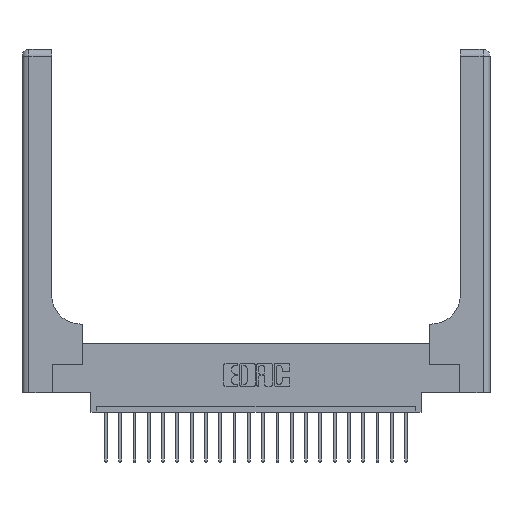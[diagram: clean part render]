
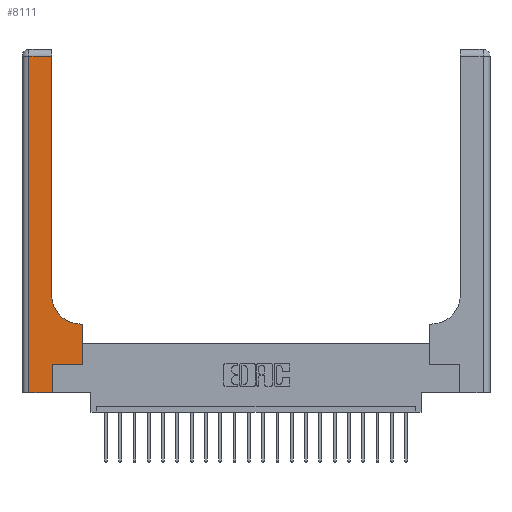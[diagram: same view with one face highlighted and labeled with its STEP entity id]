
A CAD part, top view. The second image highlights one B-rep face of the part: STEP entity #8111.
In plain terms, the highlighted planar face has unit normal (0, 0, 1).
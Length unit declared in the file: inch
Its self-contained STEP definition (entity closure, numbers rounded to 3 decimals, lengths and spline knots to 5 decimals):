
#40 = PLANE ( 'NONE',  #2272 ) ;
#64 = ORIENTED_EDGE ( 'NONE', *, *, #9189, .T. ) ;
#186 = VECTOR ( 'NONE', #21478, 39.37008 ) ;
#238 = EDGE_CURVE ( 'NONE', #3153, #20296, #4504, .T. ) ;
#282 = LINE ( 'NONE', #13911, #16666 ) ;
#288 = ORIENTED_EDGE ( 'NONE', *, *, #20071, .T. ) ;
#302 = LINE ( 'NONE', #9016, #19827 ) ;
#752 = DIRECTION ( 'NONE',  ( 1., 0., 0. ) ) ;
#929 = DIRECTION ( 'NONE',  ( 0., 0., -1. ) ) ;
#1403 = CARTESIAN_POINT ( 'NONE',  ( 0., 3., 0.37 ) ) ;
#2091 = ORIENTED_EDGE ( 'NONE', *, *, #16917, .T. ) ;
#2272 = AXIS2_PLACEMENT_3D ( 'NONE', #1403, #16916, #21868 ) ;
#2693 = LINE ( 'NONE', #14536, #186 ) ;
#2847 = VERTEX_POINT ( 'NONE', #12818 ) ;
#3153 = VERTEX_POINT ( 'NONE', #8664 ) ;
#3407 = FACE_OUTER_BOUND ( 'NONE', #19667, .T. ) ;
#3908 = CARTESIAN_POINT ( 'NONE',  ( 0.265, 0.25, 0.37 ) ) ;
#4504 = CIRCLE ( 'NONE', #16254, 0.25 ) ;
#5418 = DIRECTION ( 'NONE',  ( -1., 0., 0. ) ) ;
#5711 = DIRECTION ( 'NONE',  ( -1., 0., 0. ) ) ;
#5784 = VECTOR ( 'NONE', #752, 39.37008 ) ;
#5976 = CARTESIAN_POINT ( 'NONE',  ( 0., 0., 0.37 ) ) ;
#5989 = VERTEX_POINT ( 'NONE', #20924 ) ;
#6555 = VERTEX_POINT ( 'NONE', #9598 ) ;
#7169 = DIRECTION ( 'NONE',  ( 0., 1., 0. ) ) ;
#7405 = ORIENTED_EDGE ( 'NONE', *, *, #11972, .T. ) ;
#7406 = CARTESIAN_POINT ( 'NONE',  ( 0.26, 0.6, 0.37 ) ) ;
#7484 = LINE ( 'NONE', #3908, #5784 ) ;
#8111 = ADVANCED_FACE ( 'NONE', ( #3407 ), #40, .F. ) ;
#8338 = DIRECTION ( 'NONE',  ( 0., 1., 0. ) ) ;
#8664 = CARTESIAN_POINT ( 'NONE',  ( 0.51, 0.6, 0.37 ) ) ;
#8955 = LINE ( 'NONE', #20706, #14801 ) ;
#9016 = CARTESIAN_POINT ( 'NONE',  ( 0.26, 3., 0.37 ) ) ;
#9189 = EDGE_CURVE ( 'NONE', #20296, #2847, #302, .T. ) ;
#9219 = LINE ( 'NONE', #5976, #13380 ) ;
#9598 = CARTESIAN_POINT ( 'NONE',  ( 0.06, 2.94, 0.37 ) ) ;
#9646 = EDGE_CURVE ( 'NONE', #16536, #12191, #9219, .T. ) ;
#10016 = CARTESIAN_POINT ( 'NONE',  ( 0.528, 0.25, 0.37 ) ) ;
#10802 = DIRECTION ( 'NONE',  ( 0., 1., 0. ) ) ;
#11345 = DIRECTION ( 'NONE',  ( 1., 0., 0. ) ) ;
#11972 = EDGE_CURVE ( 'NONE', #2847, #6555, #282, .T. ) ;
#12191 = VERTEX_POINT ( 'NONE', #13886 ) ;
#12353 = VECTOR ( 'NONE', #8338, 39.37008 ) ;
#12630 = CARTESIAN_POINT ( 'NONE',  ( 0.26, 0.85, 0.37 ) ) ;
#12818 = CARTESIAN_POINT ( 'NONE',  ( 0.26, 2.94, 0.37 ) ) ;
#13232 = DIRECTION ( 'NONE',  ( 1., 0., 0. ) ) ;
#13253 = CARTESIAN_POINT ( 'NONE',  ( 0.265, 0.25, 0.37 ) ) ;
#13302 = ORIENTED_EDGE ( 'NONE', *, *, #9646, .T. ) ;
#13380 = VECTOR ( 'NONE', #11345, 39.37008 ) ;
#13886 = CARTESIAN_POINT ( 'NONE',  ( 0.265, 0., 0.37 ) ) ;
#13908 = EDGE_CURVE ( 'NONE', #5989, #3153, #15870, .T. ) ;
#13911 = CARTESIAN_POINT ( 'NONE',  ( 0., 2.94, 0.37 ) ) ;
#14394 = ORIENTED_EDGE ( 'NONE', *, *, #21336, .T. ) ;
#14512 = CARTESIAN_POINT ( 'NONE',  ( 0.528, 0.25, 0.37 ) ) ;
#14536 = CARTESIAN_POINT ( 'NONE',  ( 0.06, 3., 0.37 ) ) ;
#14801 = VECTOR ( 'NONE', #7169, 39.37008 ) ;
#15870 = LINE ( 'NONE', #7406, #18817 ) ;
#16254 = AXIS2_PLACEMENT_3D ( 'NONE', #20055, #929, #13232 ) ;
#16536 = VERTEX_POINT ( 'NONE', #17240 ) ;
#16666 = VECTOR ( 'NONE', #5418, 39.37008 ) ;
#16916 = DIRECTION ( 'NONE',  ( 0., 0., -1. ) ) ;
#16917 = EDGE_CURVE ( 'NONE', #21229, #21974, #7484, .T. ) ;
#17240 = CARTESIAN_POINT ( 'NONE',  ( 0.06, 0., 0.37 ) ) ;
#17982 = ORIENTED_EDGE ( 'NONE', *, *, #238, .T. ) ;
#18244 = ORIENTED_EDGE ( 'NONE', *, *, #13908, .T. ) ;
#18817 = VECTOR ( 'NONE', #5711, 39.37008 ) ;
#19667 = EDGE_LOOP ( 'NONE', ( #64, #7405, #19807, #13302, #288, #2091, #14394, #18244, #17982 ) ) ;
#19807 = ORIENTED_EDGE ( 'NONE', *, *, #20254, .T. ) ;
#19827 = VECTOR ( 'NONE', #10802, 39.37008 ) ;
#19858 = LINE ( 'NONE', #10016, #12353 ) ;
#20055 = CARTESIAN_POINT ( 'NONE',  ( 0.51, 0.85, 0.37 ) ) ;
#20071 = EDGE_CURVE ( 'NONE', #12191, #21229, #8955, .T. ) ;
#20254 = EDGE_CURVE ( 'NONE', #6555, #16536, #2693, .T. ) ;
#20296 = VERTEX_POINT ( 'NONE', #12630 ) ;
#20706 = CARTESIAN_POINT ( 'NONE',  ( 0.265, 0., 0.37 ) ) ;
#20924 = CARTESIAN_POINT ( 'NONE',  ( 0.528, 0.6, 0.37 ) ) ;
#21229 = VERTEX_POINT ( 'NONE', #13253 ) ;
#21336 = EDGE_CURVE ( 'NONE', #21974, #5989, #19858, .T. ) ;
#21478 = DIRECTION ( 'NONE',  ( 0., -1., 0. ) ) ;
#21868 = DIRECTION ( 'NONE',  ( -1., 0., 0. ) ) ;
#21974 = VERTEX_POINT ( 'NONE', #14512 ) ;
